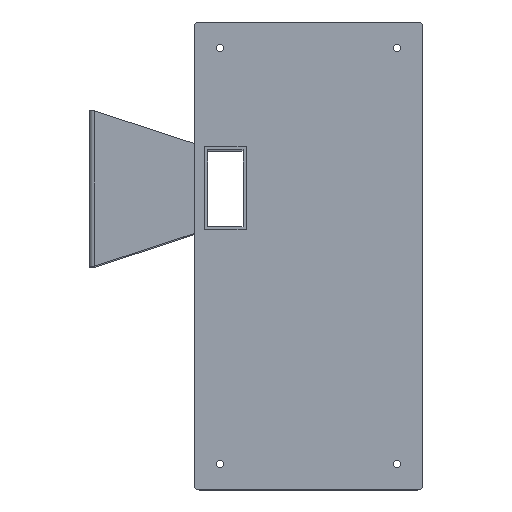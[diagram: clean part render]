
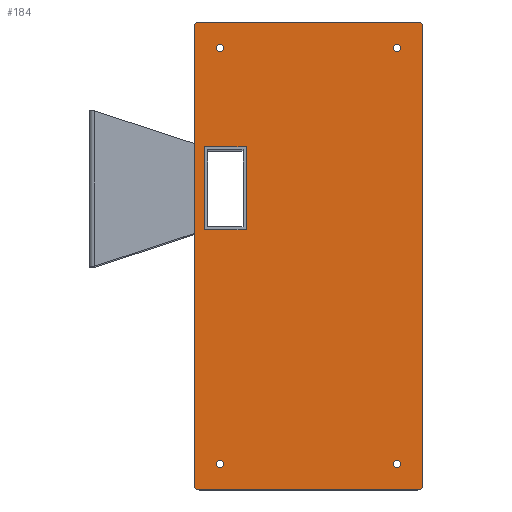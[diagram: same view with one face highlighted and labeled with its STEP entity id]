
A CAD part, top view. The second image highlights one B-rep face of the part: STEP entity #184.
In plain terms, the highlighted planar face has unit normal (0, 0, 1).
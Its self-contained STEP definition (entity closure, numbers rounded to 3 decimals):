
#41 = CARTESIAN_POINT ( 'NONE',  ( 168.5, 135., 5. ) ) ;
#50 = EDGE_LOOP ( 'NONE', ( #1405 ) ) ;
#54 = CIRCLE ( 'NONE', #1817, 3.5 ) ;
#61 = EDGE_CURVE ( 'NONE', #1582, #1582, #54, .T. ) ;
#66 = DIRECTION ( 'NONE',  ( 0., 0., 1. ) ) ;
#74 = EDGE_LOOP ( 'NONE', ( #894, #405, #643, #868 ) ) ;
#77 = DIRECTION ( 'NONE',  ( 1., 0., 0. ) ) ;
#92 = VECTOR ( 'NONE', #1127, 1000. ) ;
#97 = DIRECTION ( 'NONE',  ( -1., 0., 0. ) ) ;
#106 = CARTESIAN_POINT ( 'NONE',  ( -5., 135., 5. ) ) ;
#113 = ORIENTED_EDGE ( 'NONE', *, *, #1178, .F. ) ;
#119 = CARTESIAN_POINT ( 'NONE',  ( -30., -285., 5. ) ) ;
#122 = EDGE_CURVE ( 'NONE', #1080, #716, #1507, .T. ) ;
#167 = DIRECTION ( 'NONE',  ( 0., -1., 0. ) ) ;
#184 = ADVANCED_FACE ( 'NONE', ( #1188, #195, #1512, #1112, #2156, #2226 ), #1389, .T. ) ;
#187 = CARTESIAN_POINT ( 'NONE',  ( 168.5, -265., 5. ) ) ;
#191 = DIRECTION ( 'NONE',  ( 1., 0., 0. ) ) ;
#194 = EDGE_CURVE ( 'NONE', #1792, #303, #409, .T. ) ;
#195 = FACE_BOUND ( 'NONE', #1174, .T. ) ;
#257 = ORIENTED_EDGE ( 'NONE', *, *, #61, .F. ) ;
#268 = ORIENTED_EDGE ( 'NONE', *, *, #1923, .T. ) ;
#270 = EDGE_LOOP ( 'NONE', ( #113 ) ) ;
#303 = VERTEX_POINT ( 'NONE', #1180 ) ;
#372 = DIRECTION ( 'NONE',  ( -1., 0., 0. ) ) ;
#376 = DIRECTION ( 'NONE',  ( 1., 0., 0. ) ) ;
#385 = VECTOR ( 'NONE', #1513, 1000. ) ;
#405 = ORIENTED_EDGE ( 'NONE', *, *, #1369, .F. ) ;
#406 = EDGE_CURVE ( 'NONE', #1358, #1576, #1009, .T. ) ;
#409 = CIRCLE ( 'NONE', #1382, 5. ) ;
#417 = CARTESIAN_POINT ( 'NONE',  ( -25., -290., 5. ) ) ;
#432 = DIRECTION ( 'NONE',  ( 0., 0., 1. ) ) ;
#445 = CARTESIAN_POINT ( 'NONE',  ( 185., 155., 5. ) ) ;
#454 = AXIS2_PLACEMENT_3D ( 'NONE', #2221, #864, #376 ) ;
#461 = EDGE_LOOP ( 'NONE', ( #1514, #2159, #875, #268, #1839, #1717, #2081, #2099 ) ) ;
#472 = CARTESIAN_POINT ( 'NONE',  ( -25., 155., 5. ) ) ;
#473 = DIRECTION ( 'NONE',  ( 0., 0., 1. ) ) ;
#489 = DIRECTION ( 'NONE',  ( 1., 0., 0. ) ) ;
#498 = LINE ( 'NONE', #1769, #385 ) ;
#512 = CARTESIAN_POINT ( 'NONE',  ( -20., 40., 5. ) ) ;
#551 = DIRECTION ( 'NONE',  ( 0., 1., 0. ) ) ;
#571 = DIRECTION ( 'NONE',  ( 0., 0., 1. ) ) ;
#581 = LINE ( 'NONE', #2172, #1624 ) ;
#638 = EDGE_CURVE ( 'NONE', #1657, #1657, #1175, .T. ) ;
#643 = ORIENTED_EDGE ( 'NONE', *, *, #1007, .F. ) ;
#669 = CIRCLE ( 'NONE', #1511, 3.5 ) ;
#692 = CARTESIAN_POINT ( 'NONE',  ( 190., -285., 5. ) ) ;
#716 = VERTEX_POINT ( 'NONE', #1276 ) ;
#718 = EDGE_CURVE ( 'NONE', #1427, #1427, #1539, .T. ) ;
#737 = VECTOR ( 'NONE', #167, 1000. ) ;
#773 = DIRECTION ( 'NONE',  ( -1., 0., 0. ) ) ;
#785 = CARTESIAN_POINT ( 'NONE',  ( -30., 155., 5. ) ) ;
#864 = DIRECTION ( 'NONE',  ( 0., 0., 1. ) ) ;
#867 = CARTESIAN_POINT ( 'NONE',  ( -30., -285., 5. ) ) ;
#868 = ORIENTED_EDGE ( 'NONE', *, *, #1279, .F. ) ;
#875 = ORIENTED_EDGE ( 'NONE', *, *, #194, .T. ) ;
#894 = ORIENTED_EDGE ( 'NONE', *, *, #1664, .F. ) ;
#896 = AXIS2_PLACEMENT_3D ( 'NONE', #2222, #1579, #489 ) ;
#923 = DIRECTION ( 'NONE',  ( 1., 0., 0. ) ) ;
#955 = DIRECTION ( 'NONE',  ( 0., 1., 0. ) ) ;
#1007 = EDGE_CURVE ( 'NONE', #1235, #1390, #1742, .T. ) ;
#1009 = LINE ( 'NONE', #867, #737 ) ;
#1028 = EDGE_CURVE ( 'NONE', #2187, #1358, #1437, .T. ) ;
#1046 = CARTESIAN_POINT ( 'NONE',  ( -1.5, -265., 5. ) ) ;
#1080 = VERTEX_POINT ( 'NONE', #2089 ) ;
#1112 = FACE_BOUND ( 'NONE', #50, .T. ) ;
#1127 = DIRECTION ( 'NONE',  ( -1., 0., 0. ) ) ;
#1140 = VERTEX_POINT ( 'NONE', #2014 ) ;
#1173 = CARTESIAN_POINT ( 'NONE',  ( 185., -285., 5. ) ) ;
#1174 = EDGE_LOOP ( 'NONE', ( #2031 ) ) ;
#1175 = CIRCLE ( 'NONE', #1813, 3.5 ) ;
#1178 = EDGE_CURVE ( 'NONE', #1838, #1838, #669, .T. ) ;
#1180 = CARTESIAN_POINT ( 'NONE',  ( 185., 160., 5. ) ) ;
#1188 = FACE_BOUND ( 'NONE', #270, .T. ) ;
#1206 = VERTEX_POINT ( 'NONE', #692 ) ;
#1213 = CARTESIAN_POINT ( 'NONE',  ( -1.5, 135., 5. ) ) ;
#1221 = CARTESIAN_POINT ( 'NONE',  ( -20., -40., 5. ) ) ;
#1235 = VERTEX_POINT ( 'NONE', #1380 ) ;
#1236 = DIRECTION ( 'NONE',  ( -1., 0., 0. ) ) ;
#1238 = DIRECTION ( 'NONE',  ( 1., 0., 0. ) ) ;
#1240 = DIRECTION ( 'NONE',  ( 0., 0., 1. ) ) ;
#1243 = VECTOR ( 'NONE', #551, 1000. ) ;
#1276 = CARTESIAN_POINT ( 'NONE',  ( 185., -290., 5. ) ) ;
#1279 = EDGE_CURVE ( 'NONE', #1140, #1235, #1533, .T. ) ;
#1280 = CIRCLE ( 'NONE', #2008, 5. ) ;
#1295 = AXIS2_PLACEMENT_3D ( 'NONE', #472, #432, #773 ) ;
#1317 = LINE ( 'NONE', #2105, #1578 ) ;
#1358 = VERTEX_POINT ( 'NONE', #785 ) ;
#1369 = EDGE_CURVE ( 'NONE', #1390, #1798, #1317, .T. ) ;
#1380 = CARTESIAN_POINT ( 'NONE',  ( 20., 40., 5. ) ) ;
#1382 = AXIS2_PLACEMENT_3D ( 'NONE', #445, #1945, #372 ) ;
#1389 = PLANE ( 'NONE',  #1480 ) ;
#1390 = VERTEX_POINT ( 'NONE', #1438 ) ;
#1405 = ORIENTED_EDGE ( 'NONE', *, *, #638, .F. ) ;
#1407 = CARTESIAN_POINT ( 'NONE',  ( -25., -285., 5. ) ) ;
#1415 = CARTESIAN_POINT ( 'NONE',  ( 20., 40., 5. ) ) ;
#1427 = VERTEX_POINT ( 'NONE', #41 ) ;
#1437 = CIRCLE ( 'NONE', #1295, 5. ) ;
#1438 = CARTESIAN_POINT ( 'NONE',  ( -20., 40., 5. ) ) ;
#1451 = CARTESIAN_POINT ( 'NONE',  ( -5., -265., 5. ) ) ;
#1480 = AXIS2_PLACEMENT_3D ( 'NONE', #1173, #1683, #1238 ) ;
#1507 = LINE ( 'NONE', #417, #2074 ) ;
#1511 = AXIS2_PLACEMENT_3D ( 'NONE', #106, #66, #923 ) ;
#1512 = FACE_BOUND ( 'NONE', #2033, .T. ) ;
#1513 = DIRECTION ( 'NONE',  ( 1., 0., 0. ) ) ;
#1514 = ORIENTED_EDGE ( 'NONE', *, *, #2257, .T. ) ;
#1533 = LINE ( 'NONE', #1415, #1243 ) ;
#1539 = CIRCLE ( 'NONE', #454, 3.5 ) ;
#1576 = VERTEX_POINT ( 'NONE', #119 ) ;
#1578 = VECTOR ( 'NONE', #1757, 1000. ) ;
#1579 = DIRECTION ( 'NONE',  ( 0., 0., 1. ) ) ;
#1582 = VERTEX_POINT ( 'NONE', #1046 ) ;
#1604 = CARTESIAN_POINT ( 'NONE',  ( -25., 160., 5. ) ) ;
#1624 = VECTOR ( 'NONE', #955, 1000. ) ;
#1644 = LINE ( 'NONE', #1604, #1760 ) ;
#1646 = CARTESIAN_POINT ( 'NONE',  ( -25., 160., 5. ) ) ;
#1657 = VERTEX_POINT ( 'NONE', #187 ) ;
#1664 = EDGE_CURVE ( 'NONE', #1798, #1140, #498, .T. ) ;
#1683 = DIRECTION ( 'NONE',  ( 0., 0., 1. ) ) ;
#1703 = CARTESIAN_POINT ( 'NONE',  ( 190., 155., 5. ) ) ;
#1717 = ORIENTED_EDGE ( 'NONE', *, *, #406, .T. ) ;
#1740 = EDGE_CURVE ( 'NONE', #1576, #1080, #1280, .T. ) ;
#1742 = LINE ( 'NONE', #512, #92 ) ;
#1757 = DIRECTION ( 'NONE',  ( 0., -1., 0. ) ) ;
#1760 = VECTOR ( 'NONE', #1236, 1000. ) ;
#1769 = CARTESIAN_POINT ( 'NONE',  ( -20., -40., 5. ) ) ;
#1792 = VERTEX_POINT ( 'NONE', #1703 ) ;
#1798 = VERTEX_POINT ( 'NONE', #1221 ) ;
#1813 = AXIS2_PLACEMENT_3D ( 'NONE', #2022, #1240, #77 ) ;
#1817 = AXIS2_PLACEMENT_3D ( 'NONE', #1451, #473, #2051 ) ;
#1838 = VERTEX_POINT ( 'NONE', #1213 ) ;
#1839 = ORIENTED_EDGE ( 'NONE', *, *, #1028, .T. ) ;
#1923 = EDGE_CURVE ( 'NONE', #303, #2187, #1644, .T. ) ;
#1945 = DIRECTION ( 'NONE',  ( 0., 0., 1. ) ) ;
#2008 = AXIS2_PLACEMENT_3D ( 'NONE', #1407, #571, #97 ) ;
#2013 = EDGE_CURVE ( 'NONE', #1206, #1792, #581, .T. ) ;
#2014 = CARTESIAN_POINT ( 'NONE',  ( 20., -40., 5. ) ) ;
#2022 = CARTESIAN_POINT ( 'NONE',  ( 165., -265., 5. ) ) ;
#2031 = ORIENTED_EDGE ( 'NONE', *, *, #718, .F. ) ;
#2033 = EDGE_LOOP ( 'NONE', ( #257 ) ) ;
#2040 = CIRCLE ( 'NONE', #896, 5. ) ;
#2051 = DIRECTION ( 'NONE',  ( 1., 0., 0. ) ) ;
#2074 = VECTOR ( 'NONE', #191, 1000. ) ;
#2081 = ORIENTED_EDGE ( 'NONE', *, *, #1740, .T. ) ;
#2089 = CARTESIAN_POINT ( 'NONE',  ( -25., -290., 5. ) ) ;
#2099 = ORIENTED_EDGE ( 'NONE', *, *, #122, .T. ) ;
#2105 = CARTESIAN_POINT ( 'NONE',  ( -20., 40., 5. ) ) ;
#2156 = FACE_OUTER_BOUND ( 'NONE', #461, .T. ) ;
#2159 = ORIENTED_EDGE ( 'NONE', *, *, #2013, .T. ) ;
#2172 = CARTESIAN_POINT ( 'NONE',  ( 190., -285., 5. ) ) ;
#2187 = VERTEX_POINT ( 'NONE', #1646 ) ;
#2221 = CARTESIAN_POINT ( 'NONE',  ( 165., 135., 5. ) ) ;
#2222 = CARTESIAN_POINT ( 'NONE',  ( 185., -285., 5. ) ) ;
#2226 = FACE_BOUND ( 'NONE', #74, .T. ) ;
#2257 = EDGE_CURVE ( 'NONE', #716, #1206, #2040, .T. ) ;
